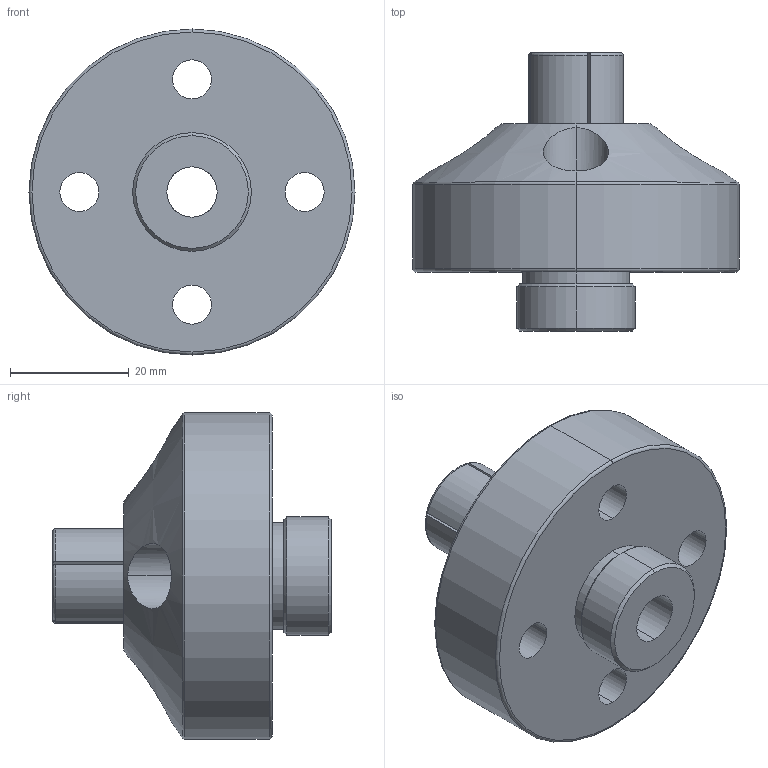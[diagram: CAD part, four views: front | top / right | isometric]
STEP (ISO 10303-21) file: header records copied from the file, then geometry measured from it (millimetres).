
FILE_DESCRIPTION (( 'STEP AP214' ), '1' );
FILE_NAME ('SF-BJ500-1655.STEP', '2025-03-24T08:17:50', ( 'Windows 蚚誧' ), ( 'Organization' ), 'SwSTEP 2.0', 'SolidWorks 2020', '' );
FILE_SCHEMA (( 'AUTOMOTIVE_DESIGN' ));
Length unit declared in the file: millimetre
Products named in the file (3): 隅弇輸; SF-BJ500-1655; 壩梠种
Assembly tree (2 placements, depth 2):
  SF-BJ500-1655
    隅弇輸
    壩梠种
Bounding box: 55 x 47 x 55 mm (x, y, z)
Volume: 45684.3 mm3; surface area: 13982.9 mm2
Topology: 2 solids, 2 shells, 94 faces, 240 edges, 154 vertices
Faces by surface type: cylinder 38, plane 34, torus 12, cone 10
Entity records: 3390 total; most frequent: CARTESIAN_POINT 857, DIRECTION 528, ORIENTED_EDGE 480, EDGE_CURVE 240, AXIS2_PLACEMENT_3D 213, VERTEX_POINT 154, CIRCLE 114, EDGE_LOOP 110
